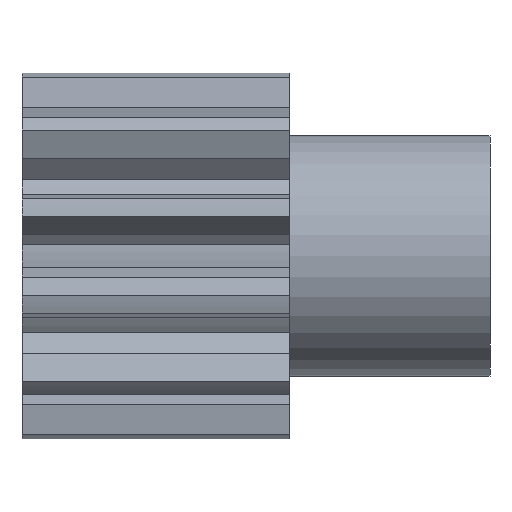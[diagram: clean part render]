
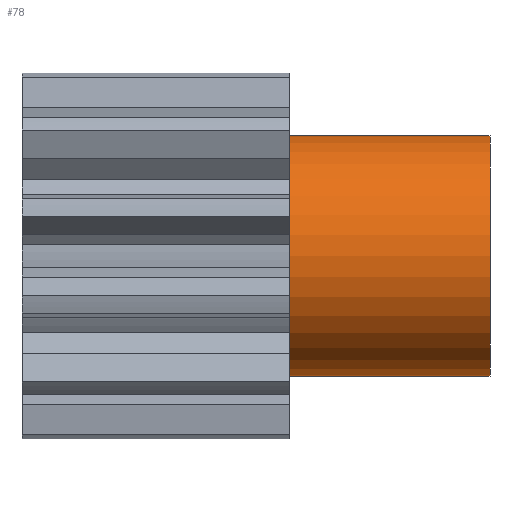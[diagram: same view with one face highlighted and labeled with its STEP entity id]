
A CAD part, front view. The second image highlights one B-rep face of the part: STEP entity #78.
In plain terms, the highlighted cylindrical face has radius 9 mm (diameter 18 mm), a partial arc.
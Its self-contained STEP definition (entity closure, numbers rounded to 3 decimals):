
#78 = ADVANCED_FACE( '', ( #161 ), #162, .T. );
#161 = FACE_OUTER_BOUND( '', #322, .T. );
#162 = CYLINDRICAL_SURFACE( '', #323, 9. );
#322 = EDGE_LOOP( '', ( #498, #499, #500, #501 ) );
#323 = AXIS2_PLACEMENT_3D( '', #502, #503, #504 );
#498 = ORIENTED_EDGE( '', *, *, #1170, .T. );
#499 = ORIENTED_EDGE( '', *, *, #1180, .T. );
#500 = ORIENTED_EDGE( '', *, *, #1172, .T. );
#501 = ORIENTED_EDGE( '', *, *, #1181, .F. );
#502 = CARTESIAN_POINT( '', ( 0., 0., 0. ) );
#503 = DIRECTION( '', ( -1., 0., 0. ) );
#504 = DIRECTION( '', ( 0., 0., -1. ) );
#1170 = EDGE_CURVE( '', #1398, #1399, #1400, .T. );
#1172 = EDGE_CURVE( '', #1403, #1401, #1404, .T. );
#1180 = EDGE_CURVE( '', #1399, #1403, #1416, .T. );
#1181 = EDGE_CURVE( '', #1398, #1401, #1417, .T. );
#1398 = VERTEX_POINT( '', #1778 );
#1399 = VERTEX_POINT( '', #1779 );
#1400 = LINE( '', #1780, #1781 );
#1401 = VERTEX_POINT( '', #1782 );
#1403 = VERTEX_POINT( '', #1784 );
#1404 = LINE( '', #1785, #1786 );
#1416 = CIRCLE( '', #1800, 9. );
#1417 = CIRCLE( '', #1801, 9. );
#1778 = CARTESIAN_POINT( '', ( 10., 0., -9. ) );
#1779 = CARTESIAN_POINT( '', ( 25., 0., -9. ) );
#1780 = CARTESIAN_POINT( '', ( 17.5, 0., -9. ) );
#1781 = VECTOR( '', #2330, 1. );
#1782 = CARTESIAN_POINT( '', ( 10., 0., 9. ) );
#1784 = CARTESIAN_POINT( '', ( 25., 0., 9. ) );
#1785 = CARTESIAN_POINT( '', ( 17.5, 0., 9. ) );
#1786 = VECTOR( '', #2334, 1. );
#1800 = AXIS2_PLACEMENT_3D( '', #2352, #2353, #2354 );
#1801 = AXIS2_PLACEMENT_3D( '', #2355, #2356, #2357 );
#2330 = DIRECTION( '', ( 1., 0., 0. ) );
#2334 = DIRECTION( '', ( -1., 0., 0. ) );
#2352 = CARTESIAN_POINT( '', ( 25., 0., 0. ) );
#2353 = DIRECTION( '', ( -1., 0., 0. ) );
#2354 = DIRECTION( '', ( 0., 0., -1. ) );
#2355 = CARTESIAN_POINT( '', ( 10., 0., 0. ) );
#2356 = DIRECTION( '', ( -1., 0., 0. ) );
#2357 = DIRECTION( '', ( 0., 0., -1. ) );
